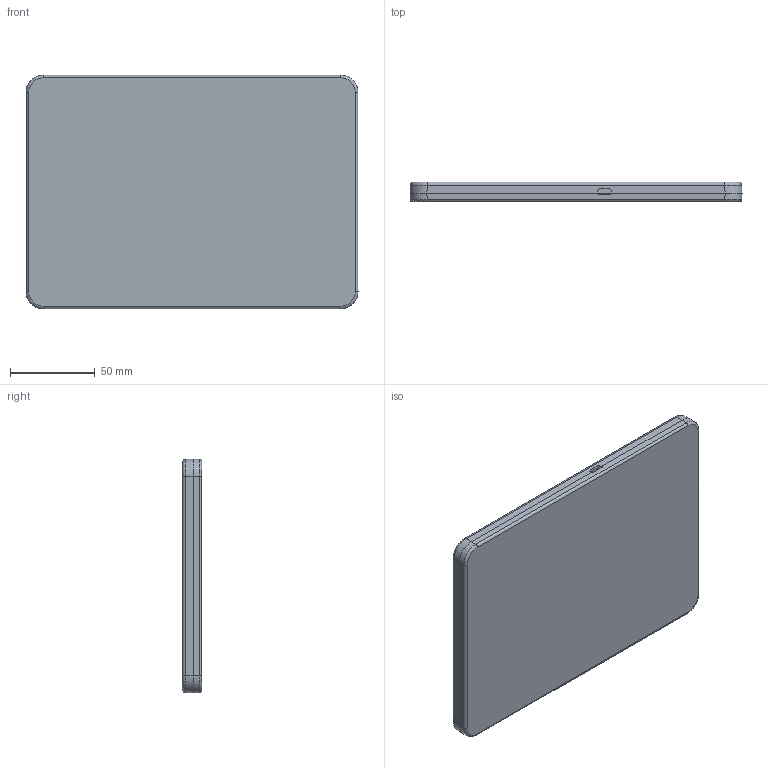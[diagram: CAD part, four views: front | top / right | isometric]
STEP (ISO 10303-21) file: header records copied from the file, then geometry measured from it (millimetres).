
FILE_DESCRIPTION((''),'2;1');
FILE_NAME('7_5__ASM','2020-11-03T',('Administrator'),(''),'PRO/ENGINEER BY PARAMETRIC TECHNOLOGY CORPORATION, 2008380','PRO/ENGINEER BY PARAMETRIC TECHNOLOGY CORPORATION, 2008380','');
FILE_SCHEMA(('CONFIG_CONTROL_DESIGN'));
Length unit declared in the file: millimetre
Products named in the file (4): A-A_7; B-B_8; ASM0001_ASM_8_ASM; 7_5__ASM
Assembly tree (3 placements, depth 3):
  7_5__ASM
    ASM0001_ASM_8_ASM
      A-A_7
      B-B_8
Bounding box: 196 x 11.5 x 138 mm (x, y, z)
Volume: 85698.7 mm3; surface area: 92423.6 mm2
Topology: 2 solids, 2 shells, 756 faces, 1969 edges, 1282 vertices
Faces by surface type: plane 380, cylinder 252, cone 64, bspline 48, torus 12
Entity records: 29884 total; most frequent: CARTESIAN_POINT 11758, ORIENTED_EDGE 3938, DIRECTION 3495, EDGE_CURVE 1969, VERTEX_POINT 1282, AXIS2_PLACEMENT_3D 1242, VECTOR 1011, LINE 1011
